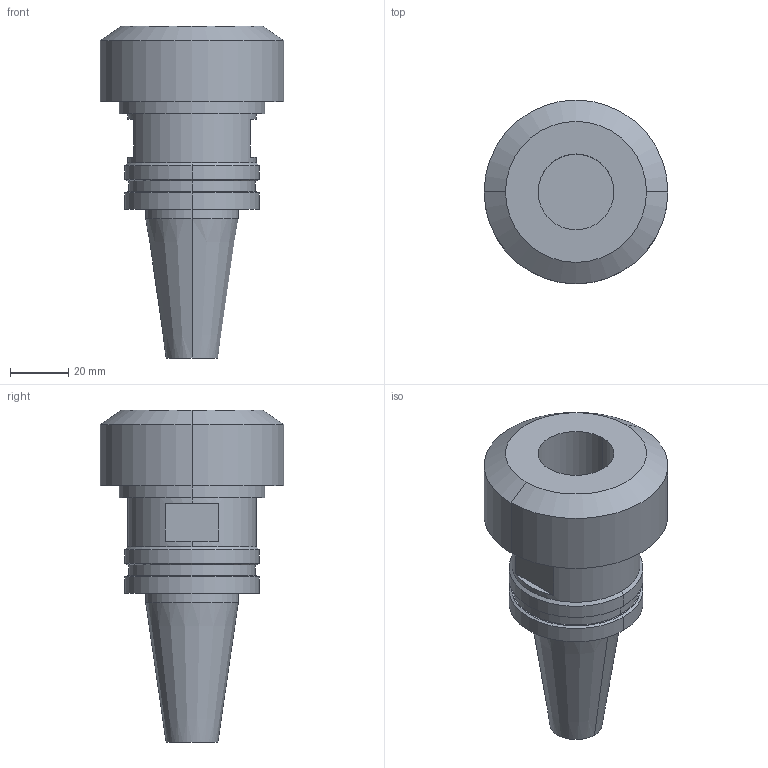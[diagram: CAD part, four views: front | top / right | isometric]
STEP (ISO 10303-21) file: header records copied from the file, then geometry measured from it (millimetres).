
FILE_DESCRIPTION (( 'STEP AP203' ), '1' );
FILE_NAME ('STP-SATE-12040+08662P.STEP', '2020-07-03T07:45:04', ( '' ), ( '' ), 'SwSTEP 2.0', 'SolidWorks 2017', '' );
FILE_SCHEMA (( 'CONFIG_CONTROL_DESIGN' ));
Length unit declared in the file: millimetre
Products named in the file (1): STP-SATE-12040+08662P
Bounding box: 63 x 63 x 113.8 mm (x, y, z)
Volume: 134271.3 mm3; surface area: 24961.5 mm2
Topology: 1 solids, 1 shells, 52 faces, 112 edges, 69 vertices
Faces by surface type: cylinder 22, plane 16, cone 14
Entity records: 1491 total; most frequent: DIRECTION 280, CARTESIAN_POINT 232, ORIENTED_EDGE 220, AXIS2_PLACEMENT_3D 117, EDGE_CURVE 110, VERTEX_POINT 69, CIRCLE 64, EDGE_LOOP 61
